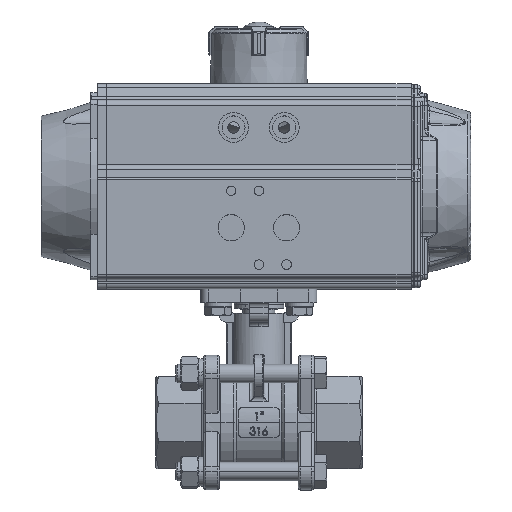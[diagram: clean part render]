
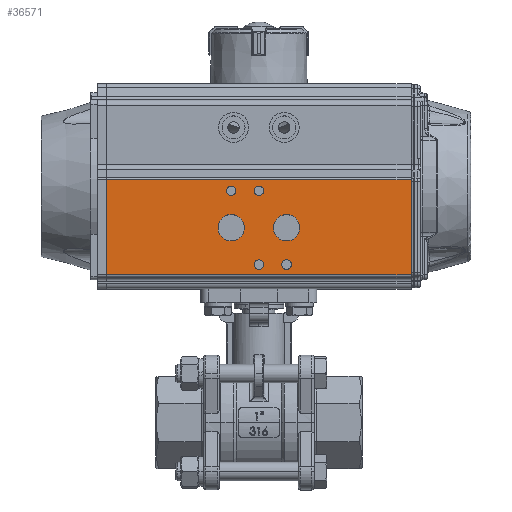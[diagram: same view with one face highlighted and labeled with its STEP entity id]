
A CAD part, top view. The second image highlights one B-rep face of the part: STEP entity #36571.
In plain terms, the highlighted face is planar.
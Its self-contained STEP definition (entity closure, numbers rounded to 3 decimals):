
#1801=PLANE('',#40487);
#3981=B_SPLINE_CURVE_WITH_KNOTS('',3,(#93357,#93358,#93359,#93360),
 .UNSPECIFIED.,.F.,.F.,(4,4),(0.,1.),.UNSPECIFIED.);
#3985=B_SPLINE_CURVE_WITH_KNOTS('',3,(#93609,#93610,#93611,#93612),
 .UNSPECIFIED.,.F.,.F.,(4,4),(0.,1.),
 .UNSPECIFIED.);
#5582=CIRCLE('',#40383,5.723);
#5584=CIRCLE('',#40386,5.723);
#5586=CIRCLE('',#40389,2.067);
#5588=CIRCLE('',#40392,2.067);
#5590=CIRCLE('',#40395,2.067);
#5592=CIRCLE('',#40398,2.067);
#16175=ORIENTED_EDGE('',*,*,#21442,.F.);
#16176=ORIENTED_EDGE('',*,*,#21513,.T.);
#16177=ORIENTED_EDGE('',*,*,#21487,.T.);
#16178=ORIENTED_EDGE('',*,*,#21417,.T.);
#16179=ORIENTED_EDGE('',*,*,#21418,.T.);
#16180=ORIENTED_EDGE('',*,*,#21420,.T.);
#16181=ORIENTED_EDGE('',*,*,#21422,.T.);
#16182=ORIENTED_EDGE('',*,*,#21424,.T.);
#16183=ORIENTED_EDGE('',*,*,#21426,.T.);
#16184=ORIENTED_EDGE('',*,*,#21428,.T.);
#21417=EDGE_CURVE('',#24899,#24902,#3981,.T.);
#21418=EDGE_CURVE('',#24903,#24903,#5582,.F.);
#21420=EDGE_CURVE('',#24905,#24905,#5584,.F.);
#21422=EDGE_CURVE('',#24907,#24907,#5586,.F.);
#21424=EDGE_CURVE('',#24909,#24909,#5588,.F.);
#21426=EDGE_CURVE('',#24911,#24911,#5590,.F.);
#21428=EDGE_CURVE('',#24913,#24913,#5592,.F.);
#21442=EDGE_CURVE('',#24941,#24902,#26898,.T.);
#21487=EDGE_CURVE('',#24985,#24899,#26920,.T.);
#21513=EDGE_CURVE('',#24941,#24985,#3985,.T.);
#24899=VERTEX_POINT('',#93351);
#24902=VERTEX_POINT('',#93356);
#24903=VERTEX_POINT('',#93363);
#24905=VERTEX_POINT('',#93368);
#24907=VERTEX_POINT('',#93373);
#24909=VERTEX_POINT('',#93378);
#24911=VERTEX_POINT('',#93383);
#24913=VERTEX_POINT('',#93388);
#24941=VERTEX_POINT('',#93457);
#24985=VERTEX_POINT('',#93548);
#26898=LINE('',#93458,#28853);
#26920=LINE('',#93547,#28875);
#28853=VECTOR('',#49413,1000.);
#28875=VECTOR('',#49483,1000.);
#31512=EDGE_LOOP('',(#16175,#16176,#16177,#16178));
#31513=EDGE_LOOP('',(#16179));
#31514=EDGE_LOOP('',(#16180));
#31515=EDGE_LOOP('',(#16181));
#31516=EDGE_LOOP('',(#16182));
#31517=EDGE_LOOP('',(#16183));
#31518=EDGE_LOOP('',(#16184));
#34171=FACE_BOUND('',#31512,.T.);
#34172=FACE_BOUND('',#31513,.T.);
#34173=FACE_BOUND('',#31514,.T.);
#34174=FACE_BOUND('',#31515,.T.);
#34175=FACE_BOUND('',#31516,.T.);
#34176=FACE_BOUND('',#31517,.T.);
#34177=FACE_BOUND('',#31518,.T.);
#36571=ADVANCED_FACE('',(#34171,#34172,#34173,#34174,#34175,#34176,#34177),
#1801,.T.);
#40383=AXIS2_PLACEMENT_3D('',#93362,#49301,#49302);
#40386=AXIS2_PLACEMENT_3D('',#93367,#49307,#49308);
#40389=AXIS2_PLACEMENT_3D('',#93372,#49313,#49314);
#40392=AXIS2_PLACEMENT_3D('',#93377,#49319,#49320);
#40395=AXIS2_PLACEMENT_3D('',#93382,#49325,#49326);
#40398=AXIS2_PLACEMENT_3D('',#93387,#49331,#49332);
#40487=AXIS2_PLACEMENT_3D('',#93608,#49554,#49555);
#49301=DIRECTION('',(1.,0.,0.));
#49302=DIRECTION('',(0.,0.,-1.));
#49307=DIRECTION('',(1.,0.,0.));
#49308=DIRECTION('',(0.,0.,-1.));
#49313=DIRECTION('',(1.,0.,0.));
#49314=DIRECTION('',(0.,0.,-1.));
#49319=DIRECTION('',(1.,0.,0.));
#49320=DIRECTION('',(0.,0.,-1.));
#49325=DIRECTION('',(1.,0.,0.));
#49326=DIRECTION('',(0.,0.,-1.));
#49331=DIRECTION('',(1.,0.,0.));
#49332=DIRECTION('',(0.,0.,-1.));
#49413=DIRECTION('',(0.,1.,0.));
#49483=DIRECTION('',(0.,1.,0.));
#49554=DIRECTION('',(1.,0.,0.));
#49555=DIRECTION('',(0.,1.,0.));
#93351=CARTESIAN_POINT('',(47.,2.864,0.));
#93356=CARTESIAN_POINT('',(47.,2.864,132.));
#93357=CARTESIAN_POINT('',(47.,2.864,0.));
#93358=CARTESIAN_POINT('',(47.,2.864,44.));
#93359=CARTESIAN_POINT('',(47.,2.864,88.));
#93360=CARTESIAN_POINT('',(47.,2.864,132.));
#93362=CARTESIAN_POINT('',(47.,-17.971,54.));
#93363=CARTESIAN_POINT('',(47.,-17.971,48.278));
#93367=CARTESIAN_POINT('',(47.,-17.971,78.));
#93368=CARTESIAN_POINT('',(47.,-17.971,72.278));
#93372=CARTESIAN_POINT('',(47.,-33.971,54.));
#93373=CARTESIAN_POINT('',(47.,-33.971,51.933));
#93377=CARTESIAN_POINT('',(47.,-1.971,78.));
#93378=CARTESIAN_POINT('',(47.,-1.971,75.933));
#93382=CARTESIAN_POINT('',(47.,-1.971,66.));
#93383=CARTESIAN_POINT('',(47.,-1.971,63.933));
#93387=CARTESIAN_POINT('',(47.,-33.971,66.));
#93388=CARTESIAN_POINT('',(47.,-33.971,63.933));
#93457=CARTESIAN_POINT('',(47.,-38.493,132.));
#93458=CARTESIAN_POINT('',(47.,-2.42,132.));
#93547=CARTESIAN_POINT('',(47.,-38.493,0.));
#93548=CARTESIAN_POINT('',(47.,-38.493,0.));
#93608=CARTESIAN_POINT('',(47.,-38.493,0.));
#93609=CARTESIAN_POINT('',(47.,-38.493,132.));
#93610=CARTESIAN_POINT('',(47.,-38.493,88.));
#93611=CARTESIAN_POINT('',(47.,-38.493,44.));
#93612=CARTESIAN_POINT('',(47.,-38.493,0.));
